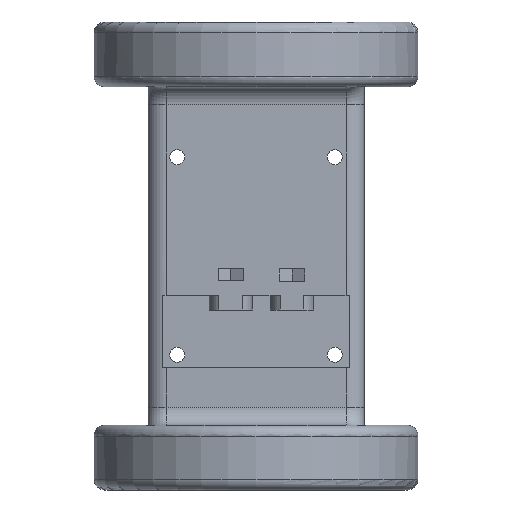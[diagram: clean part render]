
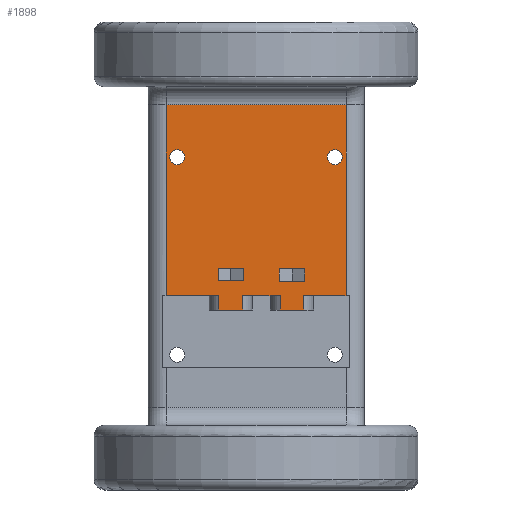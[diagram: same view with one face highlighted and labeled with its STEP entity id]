
A CAD part, front view. The second image highlights one B-rep face of the part: STEP entity #1898.
In plain terms, the highlighted planar face has unit normal (0, -1, 0).
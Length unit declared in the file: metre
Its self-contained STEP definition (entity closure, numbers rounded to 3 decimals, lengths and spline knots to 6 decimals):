
#114=CIRCLE('',#2028,0.0021);
#115=CIRCLE('',#2029,0.0021);
#222=ORIENTED_EDGE('',*,*,#752,.F.);
#223=ORIENTED_EDGE('',*,*,#753,.F.);
#224=ORIENTED_EDGE('',*,*,#754,.T.);
#225=ORIENTED_EDGE('',*,*,#755,.T.);
#226=ORIENTED_EDGE('',*,*,#756,.F.);
#227=ORIENTED_EDGE('',*,*,#757,.F.);
#228=ORIENTED_EDGE('',*,*,#758,.F.);
#229=ORIENTED_EDGE('',*,*,#759,.T.);
#230=ORIENTED_EDGE('',*,*,#760,.F.);
#231=ORIENTED_EDGE('',*,*,#761,.F.);
#232=ORIENTED_EDGE('',*,*,#762,.F.);
#233=ORIENTED_EDGE('',*,*,#763,.T.);
#234=ORIENTED_EDGE('',*,*,#764,.F.);
#235=ORIENTED_EDGE('',*,*,#765,.T.);
#236=ORIENTED_EDGE('',*,*,#766,.F.);
#237=ORIENTED_EDGE('',*,*,#767,.T.);
#238=ORIENTED_EDGE('',*,*,#768,.T.);
#239=ORIENTED_EDGE('',*,*,#749,.F.);
#240=ORIENTED_EDGE('',*,*,#769,.F.);
#241=ORIENTED_EDGE('',*,*,#770,.T.);
#242=ORIENTED_EDGE('',*,*,#771,.T.);
#243=ORIENTED_EDGE('',*,*,#743,.F.);
#743=EDGE_CURVE('',#1008,#1009,#1191,.T.);
#749=EDGE_CURVE('',#1014,#1015,#1196,.T.);
#752=EDGE_CURVE('',#1017,#1017,#114,.T.);
#753=EDGE_CURVE('',#1018,#1018,#115,.T.);
#754=EDGE_CURVE('',#1019,#1020,#1199,.T.);
#755=EDGE_CURVE('',#1020,#1021,#1200,.F.);
#756=EDGE_CURVE('',#1022,#1021,#1201,.T.);
#757=EDGE_CURVE('',#1023,#1022,#1202,.T.);
#758=EDGE_CURVE('',#1024,#1023,#1203,.T.);
#759=EDGE_CURVE('',#1024,#1025,#1204,.T.);
#760=EDGE_CURVE('',#1026,#1025,#1205,.T.);
#761=EDGE_CURVE('',#1027,#1026,#1206,.T.);
#762=EDGE_CURVE('',#1028,#1027,#1207,.T.);
#763=EDGE_CURVE('',#1028,#1029,#1208,.T.);
#764=EDGE_CURVE('',#1030,#1029,#1209,.T.);
#765=EDGE_CURVE('',#1030,#1019,#1210,.T.);
#766=EDGE_CURVE('',#1031,#1014,#1211,.T.);
#767=EDGE_CURVE('',#1031,#1032,#1212,.T.);
#768=EDGE_CURVE('',#1032,#1015,#1213,.T.);
#769=EDGE_CURVE('',#1033,#1008,#1214,.T.);
#770=EDGE_CURVE('',#1033,#1034,#1215,.T.);
#771=EDGE_CURVE('',#1034,#1009,#1216,.T.);
#1008=VERTEX_POINT('',#2846);
#1009=VERTEX_POINT('',#2848);
#1014=VERTEX_POINT('',#2859);
#1015=VERTEX_POINT('',#2861);
#1017=VERTEX_POINT('',#2867);
#1018=VERTEX_POINT('',#2869);
#1019=VERTEX_POINT('',#2871);
#1020=VERTEX_POINT('',#2872);
#1021=VERTEX_POINT('',#2874);
#1022=VERTEX_POINT('',#2876);
#1023=VERTEX_POINT('',#2878);
#1024=VERTEX_POINT('',#2880);
#1025=VERTEX_POINT('',#2882);
#1026=VERTEX_POINT('',#2884);
#1027=VERTEX_POINT('',#2886);
#1028=VERTEX_POINT('',#2888);
#1029=VERTEX_POINT('',#2890);
#1030=VERTEX_POINT('',#2892);
#1031=VERTEX_POINT('',#2895);
#1032=VERTEX_POINT('',#2897);
#1033=VERTEX_POINT('',#2900);
#1034=VERTEX_POINT('',#2902);
#1191=LINE('',#2847,#1330);
#1196=LINE('',#2860,#1335);
#1199=LINE('',#2870,#1338);
#1200=LINE('',#2873,#1339);
#1201=LINE('',#2875,#1340);
#1202=LINE('',#2877,#1341);
#1203=LINE('',#2879,#1342);
#1204=LINE('',#2881,#1343);
#1205=LINE('',#2883,#1344);
#1206=LINE('',#2885,#1345);
#1207=LINE('',#2887,#1346);
#1208=LINE('',#2889,#1347);
#1209=LINE('',#2891,#1348);
#1210=LINE('',#2893,#1349);
#1211=LINE('',#2894,#1350);
#1212=LINE('',#2896,#1351);
#1213=LINE('',#2898,#1352);
#1214=LINE('',#2899,#1353);
#1215=LINE('',#2901,#1354);
#1216=LINE('',#2903,#1355);
#1330=VECTOR('',#2258,1.);
#1335=VECTOR('',#2267,1.);
#1338=VECTOR('',#2276,1.);
#1339=VECTOR('',#2277,1.);
#1340=VECTOR('',#2278,1.);
#1341=VECTOR('',#2279,1.);
#1342=VECTOR('',#2280,1.);
#1343=VECTOR('',#2281,1.);
#1344=VECTOR('',#2282,1.);
#1345=VECTOR('',#2283,1.);
#1346=VECTOR('',#2284,1.);
#1347=VECTOR('',#2285,1.);
#1348=VECTOR('',#2286,1.);
#1349=VECTOR('',#2287,1.);
#1350=VECTOR('',#2288,1.);
#1351=VECTOR('',#2289,1.);
#1352=VECTOR('',#2290,1.);
#1353=VECTOR('',#2291,1.);
#1354=VECTOR('',#2292,1.);
#1355=VECTOR('',#2293,1.);
#1468=EDGE_LOOP('',(#222));
#1469=EDGE_LOOP('',(#223));
#1470=EDGE_LOOP('',(#224,#225,#226,#227,#228,#229,#230,#231,#232,#233,#234,
#235));
#1471=EDGE_LOOP('',(#236,#237,#238,#239));
#1472=EDGE_LOOP('',(#240,#241,#242,#243));
#1661=FACE_BOUND('',#1468,.T.);
#1662=FACE_BOUND('',#1469,.T.);
#1663=FACE_BOUND('',#1470,.T.);
#1664=FACE_BOUND('',#1471,.T.);
#1665=FACE_BOUND('',#1472,.T.);
#1852=PLANE('',#2027);
#1898=ADVANCED_FACE('',(#1661,#1662,#1663,#1664,#1665),#1852,.T.);
#2027=AXIS2_PLACEMENT_3D('',#2865,#2270,#2271);
#2028=AXIS2_PLACEMENT_3D('',#2866,#2272,#2273);
#2029=AXIS2_PLACEMENT_3D('',#2868,#2274,#2275);
#2258=DIRECTION('',(1.,0.,0.));
#2267=DIRECTION('',(1.,0.,0.));
#2270=DIRECTION('',(0.,-1.,0.));
#2271=DIRECTION('',(1.,0.,0.));
#2272=DIRECTION('',(0.,-1.,0.));
#2273=DIRECTION('',(0.,0.,-1.));
#2274=DIRECTION('',(0.,-1.,0.));
#2275=DIRECTION('',(0.,0.,-1.));
#2276=DIRECTION('',(-1.,0.,0.));
#2277=DIRECTION('',(0.,0.,1.));
#2278=DIRECTION('',(-1.,0.,0.));
#2279=DIRECTION('',(0.,0.,1.));
#2280=DIRECTION('',(-1.,0.,0.));
#2281=DIRECTION('',(0.,0.,1.));
#2282=DIRECTION('',(-1.,0.,0.));
#2283=DIRECTION('',(0.,0.,1.));
#2284=DIRECTION('',(-1.,0.,0.));
#2285=DIRECTION('',(0.,0.,1.));
#2286=DIRECTION('',(-1.,0.,0.));
#2287=DIRECTION('',(0.,0.,1.));
#2288=DIRECTION('',(0.,0.,-1.));
#2289=DIRECTION('',(1.,0.,0.));
#2290=DIRECTION('',(0.,0.,-1.));
#2291=DIRECTION('',(0.,0.,-1.));
#2292=DIRECTION('',(1.,0.,0.));
#2293=DIRECTION('',(0.,0.,-1.));
#2846=CARTESIAN_POINT('',(0.019448,-0.11883,0.028064));
#2847=CARTESIAN_POINT('',(0.022998,-0.11883,0.028064));
#2848=CARTESIAN_POINT('',(0.026548,-0.11883,0.028064));
#2859=CARTESIAN_POINT('',(0.036429,-0.11883,0.027955));
#2860=CARTESIAN_POINT('',(0.039979,-0.11883,0.027955));
#2861=CARTESIAN_POINT('',(0.043529,-0.11883,0.027955));
#2865=CARTESIAN_POINT('',(0.03,-0.11883,0.035));
#2866=CARTESIAN_POINT('',(0.0081,-0.11883,0.06245));
#2867=CARTESIAN_POINT('',(0.0081,-0.11883,0.06035));
#2868=CARTESIAN_POINT('',(0.0519,-0.11883,0.06245));
#2869=CARTESIAN_POINT('',(0.0519,-0.11883,0.06035));
#2870=CARTESIAN_POINT('',(0.,-0.11883,0.077));
#2871=CARTESIAN_POINT('',(0.055,-0.11883,0.077));
#2872=CARTESIAN_POINT('',(0.005,-0.11883,0.077));
#2873=CARTESIAN_POINT('',(0.005,-0.11883,0.035));
#2874=CARTESIAN_POINT('',(0.005,-0.11883,0.024));
#2875=CARTESIAN_POINT('',(0.03,-0.11883,0.024));
#2876=CARTESIAN_POINT('',(0.0197,-0.11883,0.024));
#2877=CARTESIAN_POINT('',(0.0197,-0.11883,0.02));
#2878=CARTESIAN_POINT('',(0.0197,-0.11883,0.02));
#2879=CARTESIAN_POINT('',(0.03,-0.11883,0.02));
#2880=CARTESIAN_POINT('',(0.0263,-0.11883,0.02));
#2881=CARTESIAN_POINT('',(0.0263,-0.11883,0.02));
#2882=CARTESIAN_POINT('',(0.0263,-0.11883,0.024));
#2883=CARTESIAN_POINT('',(0.03,-0.11883,0.024));
#2884=CARTESIAN_POINT('',(0.0367,-0.11883,0.024));
#2885=CARTESIAN_POINT('',(0.0367,-0.11883,0.02));
#2886=CARTESIAN_POINT('',(0.0367,-0.11883,0.02));
#2887=CARTESIAN_POINT('',(0.03,-0.11883,0.02));
#2888=CARTESIAN_POINT('',(0.0433,-0.11883,0.02));
#2889=CARTESIAN_POINT('',(0.0433,-0.11883,0.02));
#2890=CARTESIAN_POINT('',(0.0433,-0.11883,0.024));
#2891=CARTESIAN_POINT('',(0.03,-0.11883,0.024));
#2892=CARTESIAN_POINT('',(0.055,-0.11883,0.024));
#2893=CARTESIAN_POINT('',(0.055,-0.11883,0.082));
#2894=CARTESIAN_POINT('',(0.036429,-0.11883,0.029705));
#2895=CARTESIAN_POINT('',(0.036429,-0.11883,0.031455));
#2896=CARTESIAN_POINT('',(0.039979,-0.11883,0.031455));
#2897=CARTESIAN_POINT('',(0.043529,-0.11883,0.031455));
#2898=CARTESIAN_POINT('',(0.043529,-0.11883,0.029705));
#2899=CARTESIAN_POINT('',(0.019448,-0.11883,0.029814));
#2900=CARTESIAN_POINT('',(0.019448,-0.11883,0.031564));
#2901=CARTESIAN_POINT('',(0.022998,-0.11883,0.031564));
#2902=CARTESIAN_POINT('',(0.026548,-0.11883,0.031564));
#2903=CARTESIAN_POINT('',(0.026548,-0.11883,0.029814));
